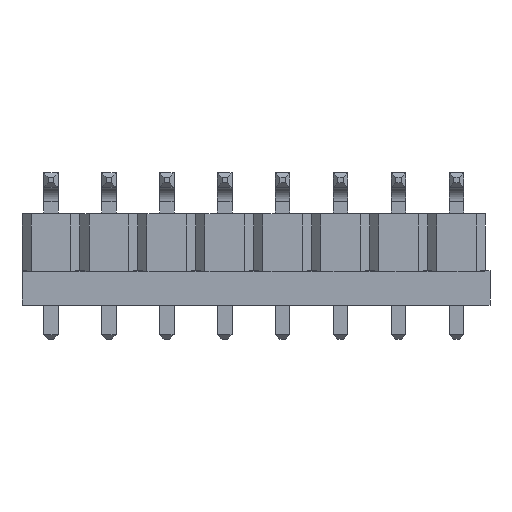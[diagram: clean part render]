
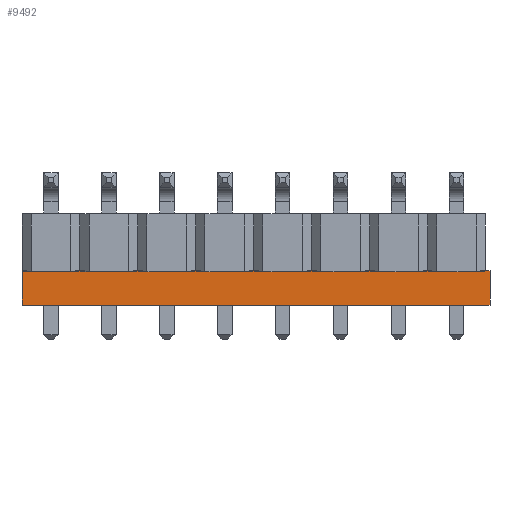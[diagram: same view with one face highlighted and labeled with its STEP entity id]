
A CAD part, front view. The second image highlights one B-rep face of the part: STEP entity #9492.
In plain terms, the highlighted planar face has unit normal (0, -1, 0).
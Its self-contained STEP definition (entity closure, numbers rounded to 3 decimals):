
#2928 = PLANE('',#2929);
#2929 = AXIS2_PLACEMENT_3D('',#2930,#2931,#2932);
#2930 = CARTESIAN_POINT('',(0.,0.,0.));
#2931 = DIRECTION('',(0.,0.,1.));
#2932 = DIRECTION('',(1.,0.,-0.));
#8348 = PLANE('',#8349);
#8349 = AXIS2_PLACEMENT_3D('',#8350,#8351,#8352);
#8350 = CARTESIAN_POINT('',(0.,0.,-1.5));
#8351 = DIRECTION('',(0.,0.,-1.));
#8352 = DIRECTION('',(-1.,0.,0.));
#9387 = VERTEX_POINT('',#9388);
#9388 = CARTESIAN_POINT('',(-10.25,-8.,0.));
#9397 = PLANE('',#9398);
#9398 = AXIS2_PLACEMENT_3D('',#9399,#9400,#9401);
#9399 = CARTESIAN_POINT('',(-10.25,-8.,0.));
#9400 = DIRECTION('',(-1.,0.,0.));
#9401 = DIRECTION('',(0.,1.,0.));
#9445 = VERTEX_POINT('',#9446);
#9446 = CARTESIAN_POINT('',(-10.25,-8.,-1.5));
#9467 = EDGE_CURVE('',#9387,#9445,#9468,.T.);
#9468 = SURFACE_CURVE('',#9469,(#9473,#9480),.PCURVE_S1.);
#9469 = LINE('',#9470,#9471);
#9470 = CARTESIAN_POINT('',(-10.25,-8.,0.));
#9471 = VECTOR('',#9472,1.);
#9472 = DIRECTION('',(0.,0.,-1.));
#9473 = PCURVE('',#9397,#9474);
#9474 = DEFINITIONAL_REPRESENTATION('',(#9475),#9479);
#9475 = LINE('',#9476,#9477);
#9476 = CARTESIAN_POINT('',(0.,0.));
#9477 = VECTOR('',#9478,1.);
#9478 = DIRECTION('',(0.,1.));
#9479 = ( GEOMETRIC_REPRESENTATION_CONTEXT(2) 
PARAMETRIC_REPRESENTATION_CONTEXT() REPRESENTATION_CONTEXT('2D SPACE',''
  ) );
#9480 = PCURVE('',#9481,#9486);
#9481 = PLANE('',#9482);
#9482 = AXIS2_PLACEMENT_3D('',#9483,#9484,#9485);
#9483 = CARTESIAN_POINT('',(10.25,-8.,0.));
#9484 = DIRECTION('',(0.,-1.,0.));
#9485 = DIRECTION('',(-1.,0.,0.));
#9486 = DEFINITIONAL_REPRESENTATION('',(#9487),#9491);
#9487 = LINE('',#9488,#9489);
#9488 = CARTESIAN_POINT('',(20.5,0.));
#9489 = VECTOR('',#9490,1.);
#9490 = DIRECTION('',(0.,1.));
#9491 = ( GEOMETRIC_REPRESENTATION_CONTEXT(2) 
PARAMETRIC_REPRESENTATION_CONTEXT() REPRESENTATION_CONTEXT('2D SPACE',''
  ) );
#9492 = ADVANCED_FACE('',(#9493),#9481,.T.);
#9493 = FACE_BOUND('',#9494,.T.);
#9494 = EDGE_LOOP('',(#9495,#9518,#9519,#9542));
#9495 = ORIENTED_EDGE('',*,*,#9496,.T.);
#9496 = EDGE_CURVE('',#9497,#9387,#9499,.T.);
#9497 = VERTEX_POINT('',#9498);
#9498 = CARTESIAN_POINT('',(10.25,-8.,0.));
#9499 = SURFACE_CURVE('',#9500,(#9504,#9511),.PCURVE_S1.);
#9500 = LINE('',#9501,#9502);
#9501 = CARTESIAN_POINT('',(10.25,-8.,0.));
#9502 = VECTOR('',#9503,1.);
#9503 = DIRECTION('',(-1.,0.,0.));
#9504 = PCURVE('',#9481,#9505);
#9505 = DEFINITIONAL_REPRESENTATION('',(#9506),#9510);
#9506 = LINE('',#9507,#9508);
#9507 = CARTESIAN_POINT('',(0.,-0.));
#9508 = VECTOR('',#9509,1.);
#9509 = DIRECTION('',(1.,0.));
#9510 = ( GEOMETRIC_REPRESENTATION_CONTEXT(2) 
PARAMETRIC_REPRESENTATION_CONTEXT() REPRESENTATION_CONTEXT('2D SPACE',''
  ) );
#9511 = PCURVE('',#2928,#9512);
#9512 = DEFINITIONAL_REPRESENTATION('',(#9513),#9517);
#9513 = LINE('',#9514,#9515);
#9514 = CARTESIAN_POINT('',(10.25,-8.));
#9515 = VECTOR('',#9516,1.);
#9516 = DIRECTION('',(-1.,0.));
#9517 = ( GEOMETRIC_REPRESENTATION_CONTEXT(2) 
PARAMETRIC_REPRESENTATION_CONTEXT() REPRESENTATION_CONTEXT('2D SPACE',''
  ) );
#9518 = ORIENTED_EDGE('',*,*,#9467,.T.);
#9519 = ORIENTED_EDGE('',*,*,#9520,.F.);
#9520 = EDGE_CURVE('',#9521,#9445,#9523,.T.);
#9521 = VERTEX_POINT('',#9522);
#9522 = CARTESIAN_POINT('',(10.25,-8.,-1.5));
#9523 = SURFACE_CURVE('',#9524,(#9528,#9535),.PCURVE_S1.);
#9524 = LINE('',#9525,#9526);
#9525 = CARTESIAN_POINT('',(10.25,-8.,-1.5));
#9526 = VECTOR('',#9527,1.);
#9527 = DIRECTION('',(-1.,0.,0.));
#9528 = PCURVE('',#9481,#9529);
#9529 = DEFINITIONAL_REPRESENTATION('',(#9530),#9534);
#9530 = LINE('',#9531,#9532);
#9531 = CARTESIAN_POINT('',(0.,1.5));
#9532 = VECTOR('',#9533,1.);
#9533 = DIRECTION('',(1.,0.));
#9534 = ( GEOMETRIC_REPRESENTATION_CONTEXT(2) 
PARAMETRIC_REPRESENTATION_CONTEXT() REPRESENTATION_CONTEXT('2D SPACE',''
  ) );
#9535 = PCURVE('',#8348,#9536);
#9536 = DEFINITIONAL_REPRESENTATION('',(#9537),#9541);
#9537 = LINE('',#9538,#9539);
#9538 = CARTESIAN_POINT('',(-10.25,-8.));
#9539 = VECTOR('',#9540,1.);
#9540 = DIRECTION('',(1.,0.));
#9541 = ( GEOMETRIC_REPRESENTATION_CONTEXT(2) 
PARAMETRIC_REPRESENTATION_CONTEXT() REPRESENTATION_CONTEXT('2D SPACE',''
  ) );
#9542 = ORIENTED_EDGE('',*,*,#9543,.F.);
#9543 = EDGE_CURVE('',#9497,#9521,#9544,.T.);
#9544 = SURFACE_CURVE('',#9545,(#9549,#9556),.PCURVE_S1.);
#9545 = LINE('',#9546,#9547);
#9546 = CARTESIAN_POINT('',(10.25,-8.,0.));
#9547 = VECTOR('',#9548,1.);
#9548 = DIRECTION('',(0.,0.,-1.));
#9549 = PCURVE('',#9481,#9550);
#9550 = DEFINITIONAL_REPRESENTATION('',(#9551),#9555);
#9551 = LINE('',#9552,#9553);
#9552 = CARTESIAN_POINT('',(0.,-0.));
#9553 = VECTOR('',#9554,1.);
#9554 = DIRECTION('',(0.,1.));
#9555 = ( GEOMETRIC_REPRESENTATION_CONTEXT(2) 
PARAMETRIC_REPRESENTATION_CONTEXT() REPRESENTATION_CONTEXT('2D SPACE',''
  ) );
#9556 = PCURVE('',#9557,#9562);
#9557 = PLANE('',#9558);
#9558 = AXIS2_PLACEMENT_3D('',#9559,#9560,#9561);
#9559 = CARTESIAN_POINT('',(10.25,8.,0.));
#9560 = DIRECTION('',(1.,0.,0.));
#9561 = DIRECTION('',(0.,-1.,0.));
#9562 = DEFINITIONAL_REPRESENTATION('',(#9563),#9567);
#9563 = LINE('',#9564,#9565);
#9564 = CARTESIAN_POINT('',(16.,0.));
#9565 = VECTOR('',#9566,1.);
#9566 = DIRECTION('',(0.,1.));
#9567 = ( GEOMETRIC_REPRESENTATION_CONTEXT(2) 
PARAMETRIC_REPRESENTATION_CONTEXT() REPRESENTATION_CONTEXT('2D SPACE',''
  ) );
